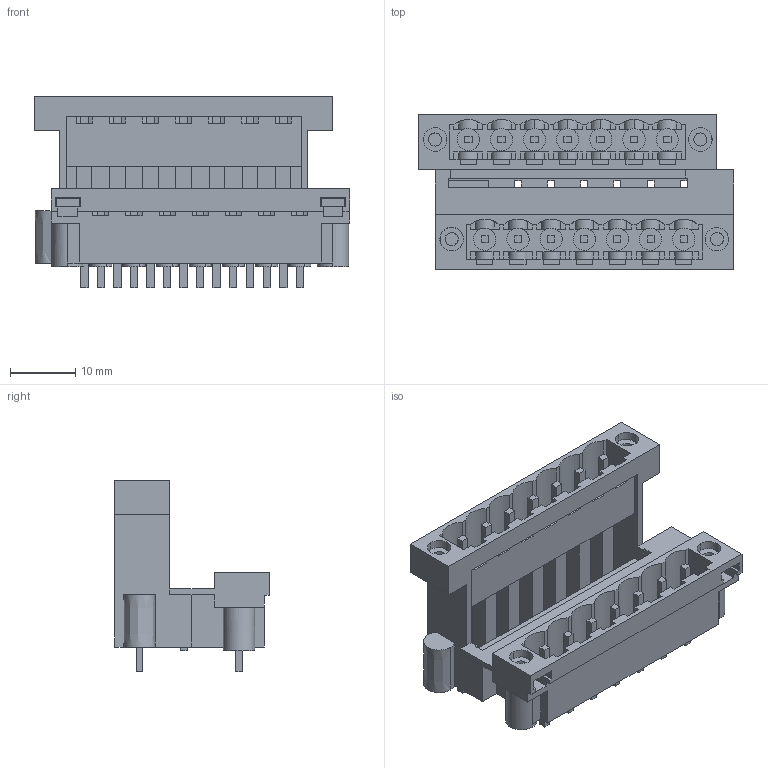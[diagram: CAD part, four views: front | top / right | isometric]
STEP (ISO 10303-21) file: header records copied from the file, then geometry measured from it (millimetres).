
FILE_DESCRIPTION(('CATIA V5 STEP Exchange','CAx-IF Rec.Pracs.--- Model Styling and Organization---1.2---2011-12-15'),'2;1');
FILE_NAME ('D1456913_0_1829060000_1829060000.stp','2018-04-19T13:08:06+00:00',('none'),('Weidmueller'),'CATIA Version 5-6 Release 2014','CATIA V5 STEP AP214','none');
FILE_SCHEMA(('AUTOMOTIVE_DESIGN { 1 0 10303 214 1 1 1 1 }'));
Length unit declared in the file: millimetre
Products named in the file (1): 1829060000
Bounding box: 48.26 x 23.67 x 29.36 mm (x, y, z)
Volume: 7047.5 mm3; surface area: 12957.3 mm2
Topology: 20 solids, 27 shells, 746 faces, 2306 edges, 1593 vertices
Faces by surface type: plane 608, cylinder 134, extrusion 4
Entity records: 24761 total; most frequent: CARTESIAN_POINT 5367, ORIENTED_EDGE 4612, DIRECTION 3043, EDGE_CURVE 2306, VECTOR 1850, LINE 1846, VERTEX_POINT 1593, EDGE_LOOP 815
